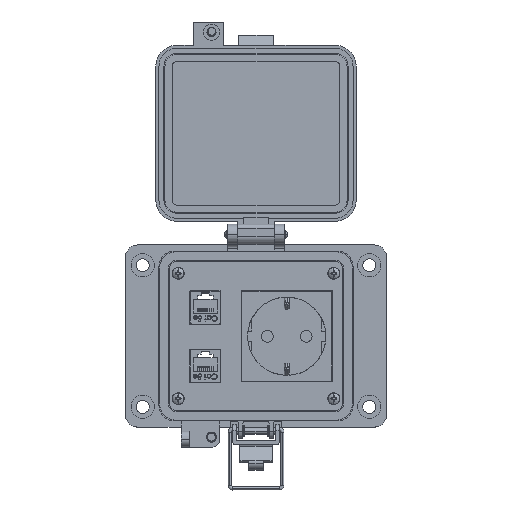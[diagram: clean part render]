
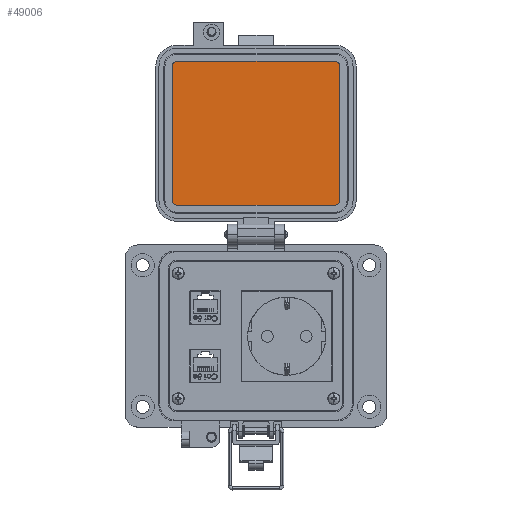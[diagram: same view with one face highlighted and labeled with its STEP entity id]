
A CAD part, top view. The second image highlights one B-rep face of the part: STEP entity #49006.
In plain terms, the highlighted planar face has unit normal (0, 0, 1).
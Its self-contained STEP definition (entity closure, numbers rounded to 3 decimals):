
#233 = CARTESIAN_POINT ( 'NONE',  ( -42.469, 60.004, 19.202 ) ) ;
#266 = PLANE ( 'NONE',  #50912 ) ;
#481 = CARTESIAN_POINT ( 'NONE',  ( -44.769, 126.389, 19.202 ) ) ;
#517 = VERTEX_POINT ( 'NONE', #49183 ) ;
#1564 = VERTEX_POINT ( 'NONE', #30587 ) ;
#2168 = LINE ( 'NONE', #35557, #31854 ) ;
#4921 = VERTEX_POINT ( 'NONE', #40760 ) ;
#4987 = AXIS2_PLACEMENT_3D ( 'NONE', #14865, #11250, #15416 ) ;
#5197 = ORIENTED_EDGE ( 'NONE', *, *, #22265, .F. ) ;
#5257 = DIRECTION ( 'NONE',  ( 1., 0., 0. ) ) ;
#9874 = CARTESIAN_POINT ( 'NONE',  ( -44.769, 60.004, 19.202 ) ) ;
#10428 = DIRECTION ( 'NONE',  ( 1., 0., 0. ) ) ;
#10963 = CARTESIAN_POINT ( 'NONE',  ( 35.912, 126.389, 19.202 ) ) ;
#11250 = DIRECTION ( 'NONE',  ( 0., 0., -1. ) ) ;
#11697 = CARTESIAN_POINT ( 'NONE',  ( -3.279, 128.688, 19.202 ) ) ;
#11810 = VECTOR ( 'NONE', #41283, 1000. ) ;
#12621 = VERTEX_POINT ( 'NONE', #48181 ) ;
#12868 = CIRCLE ( 'NONE', #47540, 2.299 ) ;
#13597 = DIRECTION ( 'NONE',  ( 0., 0., -1. ) ) ;
#14304 = ORIENTED_EDGE ( 'NONE', *, *, #21070, .F. ) ;
#14831 = CIRCLE ( 'NONE', #15823, 2.299 ) ;
#14865 = CARTESIAN_POINT ( 'NONE',  ( -42.469, 126.389, 19.202 ) ) ;
#15416 = DIRECTION ( 'NONE',  ( 0., -1., 0. ) ) ;
#15823 = AXIS2_PLACEMENT_3D ( 'NONE', #233, #13597, #5257 ) ;
#16164 = DIRECTION ( 'NONE',  ( 0., 0., -1. ) ) ;
#16868 = ORIENTED_EDGE ( 'NONE', *, *, #32966, .F. ) ;
#17250 = CARTESIAN_POINT ( 'NONE',  ( 39.871, 130.108, 19.202 ) ) ;
#18764 = DIRECTION ( 'NONE',  ( 0., 0., -1. ) ) ;
#21070 = EDGE_CURVE ( 'NONE', #26131, #42942, #14831, .T. ) ;
#22229 = CARTESIAN_POINT ( 'NONE',  ( -42.469, 57.705, 19.202 ) ) ;
#22265 = EDGE_CURVE ( 'NONE', #53613, #26131, #2168, .T. ) ;
#23331 = DIRECTION ( 'NONE',  ( 0., 0., 1. ) ) ;
#23594 = ORIENTED_EDGE ( 'NONE', *, *, #34808, .F. ) ;
#24297 = CARTESIAN_POINT ( 'NONE',  ( -44.769, 93.196, 19.202 ) ) ;
#24744 = DIRECTION ( 'NONE',  ( 0., -1., 0. ) ) ;
#25223 = EDGE_LOOP ( 'NONE', ( #33983, #23594, #42603, #53137, #16868, #28868, #14304, #5197 ) ) ;
#25545 = CARTESIAN_POINT ( 'NONE',  ( 35.912, 57.705, 19.202 ) ) ;
#25861 = CIRCLE ( 'NONE', #53350, 2.299 ) ;
#26131 = VERTEX_POINT ( 'NONE', #22229 ) ;
#27280 = EDGE_CURVE ( 'NONE', #42942, #51774, #36814, .T. ) ;
#28868 = ORIENTED_EDGE ( 'NONE', *, *, #27280, .F. ) ;
#29965 = VECTOR ( 'NONE', #24744, 1000. ) ;
#30587 = CARTESIAN_POINT ( 'NONE',  ( 38.212, 126.389, 19.202 ) ) ;
#31728 = EDGE_CURVE ( 'NONE', #517, #1564, #12868, .T. ) ;
#31854 = VECTOR ( 'NONE', #35286, 1000. ) ;
#32966 = EDGE_CURVE ( 'NONE', #51774, #4921, #42308, .T. ) ;
#33132 = DIRECTION ( 'NONE',  ( 0., -1., 0. ) ) ;
#33983 = ORIENTED_EDGE ( 'NONE', *, *, #38539, .F. ) ;
#34808 = EDGE_CURVE ( 'NONE', #1564, #12621, #50896, .T. ) ;
#35286 = DIRECTION ( 'NONE',  ( -1., 0., 0. ) ) ;
#35557 = CARTESIAN_POINT ( 'NONE',  ( -3.279, 57.705, 19.202 ) ) ;
#36814 = LINE ( 'NONE', #24297, #11810 ) ;
#38539 = EDGE_CURVE ( 'NONE', #12621, #53613, #25861, .T. ) ;
#40310 = DIRECTION ( 'NONE',  ( -1., 0., 0. ) ) ;
#40649 = DIRECTION ( 'NONE',  ( 1., 0., 0. ) ) ;
#40678 = CARTESIAN_POINT ( 'NONE',  ( 35.912, 60.004, 19.202 ) ) ;
#40760 = CARTESIAN_POINT ( 'NONE',  ( -42.469, 128.688, 19.202 ) ) ;
#41283 = DIRECTION ( 'NONE',  ( 0., 1., 0. ) ) ;
#42308 = CIRCLE ( 'NONE', #4987, 2.299 ) ;
#42603 = ORIENTED_EDGE ( 'NONE', *, *, #31728, .F. ) ;
#42942 = VERTEX_POINT ( 'NONE', #9874 ) ;
#45091 = LINE ( 'NONE', #11697, #46380 ) ;
#46380 = VECTOR ( 'NONE', #40649, 1000. ) ;
#47540 = AXIS2_PLACEMENT_3D ( 'NONE', #10963, #18764, #10428 ) ;
#47710 = EDGE_CURVE ( 'NONE', #4921, #517, #45091, .T. ) ;
#48181 = CARTESIAN_POINT ( 'NONE',  ( 38.212, 60.004, 19.202 ) ) ;
#49006 = ADVANCED_FACE ( 'NONE', ( #51736 ), #266, .T. ) ;
#49183 = CARTESIAN_POINT ( 'NONE',  ( 35.912, 128.688, 19.202 ) ) ;
#50896 = LINE ( 'NONE', #51440, #29965 ) ;
#50912 = AXIS2_PLACEMENT_3D ( 'NONE', #17250, #23331, #40310 ) ;
#51440 = CARTESIAN_POINT ( 'NONE',  ( 38.212, 93.196, 19.202 ) ) ;
#51736 = FACE_OUTER_BOUND ( 'NONE', #25223, .T. ) ;
#51774 = VERTEX_POINT ( 'NONE', #481 ) ;
#53137 = ORIENTED_EDGE ( 'NONE', *, *, #47710, .F. ) ;
#53350 = AXIS2_PLACEMENT_3D ( 'NONE', #40678, #16164, #33132 ) ;
#53613 = VERTEX_POINT ( 'NONE', #25545 ) ;
